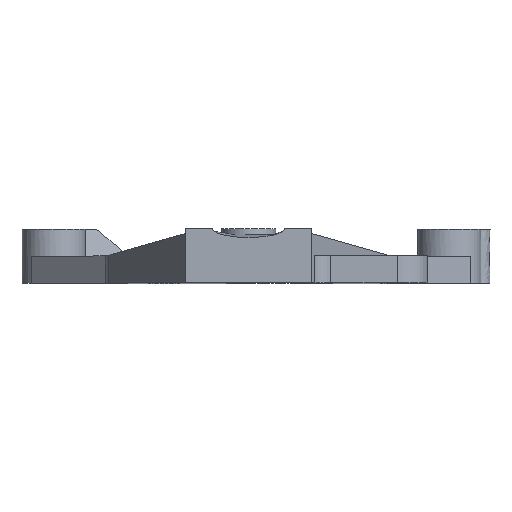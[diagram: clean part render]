
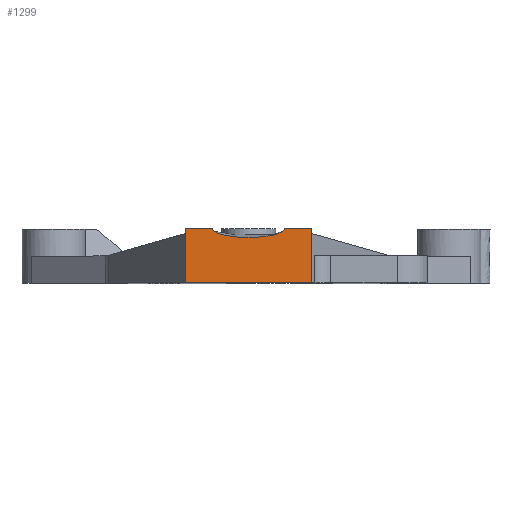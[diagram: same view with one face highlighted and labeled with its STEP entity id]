
A CAD part, top view. The second image highlights one B-rep face of the part: STEP entity #1299.
In plain terms, the highlighted planar face has unit normal (0, 0, 1).
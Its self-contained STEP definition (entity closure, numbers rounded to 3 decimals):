
#98=ELLIPSE('',#1405,4.,1.);
#127=FACE_OUTER_BOUND('',#203,.T.);
#203=EDGE_LOOP('',(#1015,#1016,#1017,#1018,#1019,#1020));
#306=LINE('',#2017,#443);
#336=LINE('',#2108,#473);
#341=LINE('',#2118,#478);
#342=LINE('',#2119,#479);
#343=LINE('',#2120,#480);
#443=VECTOR('',#1610,10.);
#473=VECTOR('',#1672,10.);
#478=VECTOR('',#1679,10.);
#479=VECTOR('',#1680,10.);
#480=VECTOR('',#1681,10.);
#602=VERTEX_POINT('',#2014);
#603=VERTEX_POINT('',#2016);
#631=VERTEX_POINT('',#2089);
#632=VERTEX_POINT('',#2091);
#638=VERTEX_POINT('',#2107);
#642=VERTEX_POINT('',#2117);
#742=EDGE_CURVE('',#602,#603,#306,.T.);
#775=EDGE_CURVE('',#632,#631,#98,.T.);
#783=EDGE_CURVE('',#632,#638,#336,.T.);
#788=EDGE_CURVE('',#642,#631,#341,.T.);
#789=EDGE_CURVE('',#603,#642,#342,.T.);
#790=EDGE_CURVE('',#602,#638,#343,.T.);
#1015=ORIENTED_EDGE('',*,*,#775,.T.);
#1016=ORIENTED_EDGE('',*,*,#788,.F.);
#1017=ORIENTED_EDGE('',*,*,#789,.F.);
#1018=ORIENTED_EDGE('',*,*,#742,.F.);
#1019=ORIENTED_EDGE('',*,*,#790,.T.);
#1020=ORIENTED_EDGE('',*,*,#783,.F.);
#1255=PLANE('',#1409);
#1299=ADVANCED_FACE('',(#127),#1255,.T.);
#1405=AXIS2_PLACEMENT_3D('',#2092,#1658,#1659);
#1409=AXIS2_PLACEMENT_3D('',#2116,#1677,#1678);
#1610=DIRECTION('',(-1.,0.,0.));
#1658=DIRECTION('center_axis',(0.,0.,-1.));
#1659=DIRECTION('ref_axis',(-1.,0.,0.));
#1672=DIRECTION('',(1.,0.,0.));
#1677=DIRECTION('center_axis',(0.,0.,1.));
#1678=DIRECTION('ref_axis',(1.,0.,0.));
#1679=DIRECTION('',(1.,0.,0.));
#1680=DIRECTION('',(0.,1.,0.));
#1681=DIRECTION('',(0.,1.,0.));
#2014=CARTESIAN_POINT('',(151.194,-93.404,164.471));
#2016=CARTESIAN_POINT('',(137.194,-93.404,164.471));
#2017=CARTESIAN_POINT('',(151.194,-93.404,164.471));
#2089=CARTESIAN_POINT('',(140.194,-87.404,164.471));
#2091=CARTESIAN_POINT('',(148.194,-87.404,164.471));
#2092=CARTESIAN_POINT('Origin',(144.194,-87.404,164.471));
#2107=CARTESIAN_POINT('',(151.194,-87.404,164.471));
#2108=CARTESIAN_POINT('',(151.194,-87.404,164.471));
#2116=CARTESIAN_POINT('Origin',(137.194,-93.404,164.471));
#2117=CARTESIAN_POINT('',(137.194,-87.404,164.471));
#2118=CARTESIAN_POINT('',(151.194,-87.404,164.471));
#2119=CARTESIAN_POINT('',(137.194,-93.404,164.471));
#2120=CARTESIAN_POINT('',(151.194,-93.404,164.471));
